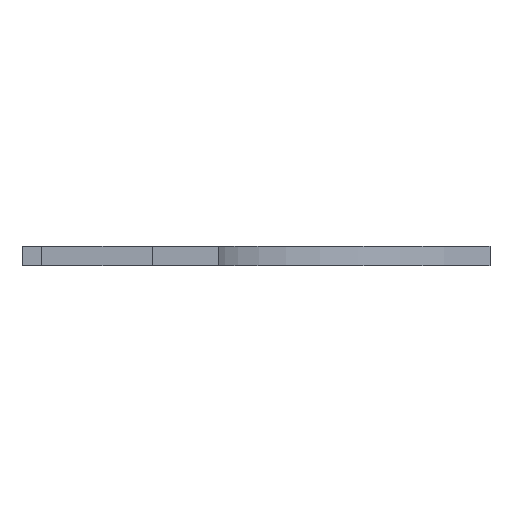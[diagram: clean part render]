
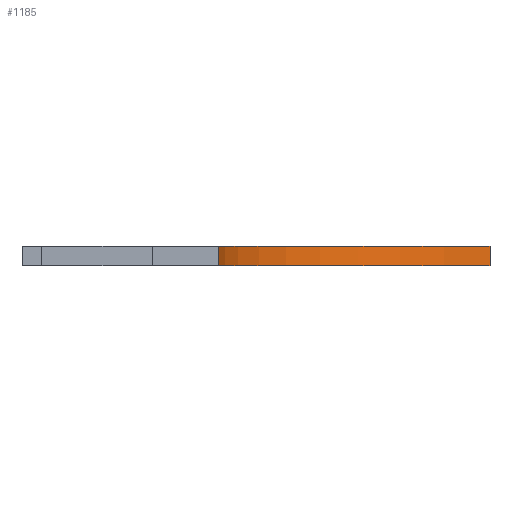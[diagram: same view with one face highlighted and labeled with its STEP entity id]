
A CAD part, left-side view. The second image highlights one B-rep face of the part: STEP entity #1185.
In plain terms, the highlighted cylindrical face has radius 41.25 mm (diameter 82.5 mm), a partial arc.
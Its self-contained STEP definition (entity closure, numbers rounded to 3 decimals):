
#1127=CARTESIAN_POINT('',(-4.25,-68.,3.0));
#1128=VERTEX_POINT('',#1127);
#1135=CARTESIAN_POINT('',(-4.25,-68.,0.0));
#1136=VERTEX_POINT('',#1135);
#1137=CARTESIAN_POINT('',(-4.25,-68.,0.0));
#1138=DIRECTION('',(0.0,0.0,1.0));
#1139=VECTOR('',#1138,3.0);
#1140=LINE('',#1137,#1139);
#1141=EDGE_CURVE('',#1136,#1128,#1140,.T.);
#1153=CARTESIAN_POINT('',(-45.5,-68.0,0.0));
#1154=DIRECTION('',(0.0,0.0,1.0));
#1155=DIRECTION('',(-1.0,0.0,0.0));
#1156=AXIS2_PLACEMENT_3D('',#1153,#1154,#1155);
#1157=CYLINDRICAL_SURFACE('',#1156,41.25);
#1158=CARTESIAN_POINT('',(-43.5,-26.799,3.0));
#1159=VERTEX_POINT('',#1158);
#1160=CARTESIAN_POINT('',(-45.5,-68.0,3.0));
#1161=DIRECTION('',(0.0,0.0,1.0));
#1162=DIRECTION('',(-1.0,0.0,0.0));
#1163=AXIS2_PLACEMENT_3D('',#1160,#1161,#1162);
#1164=CIRCLE('',#1163,41.25);
#1165=EDGE_CURVE('',#1128,#1159,#1164,.T.);
#1166=ORIENTED_EDGE('',*,*,#1165,.T.);
#1167=CARTESIAN_POINT('',(-43.5,-26.799,0.0));
#1168=VERTEX_POINT('',#1167);
#1169=CARTESIAN_POINT('',(-43.5,-26.799,0.0));
#1170=DIRECTION('',(0.0,0.0,1.0));
#1171=VECTOR('',#1170,3.0);
#1172=LINE('',#1169,#1171);
#1173=EDGE_CURVE('',#1168,#1159,#1172,.T.);
#1174=ORIENTED_EDGE('',*,*,#1173,.F.);
#1175=CARTESIAN_POINT('',(-45.5,-68.0,0.0));
#1176=DIRECTION('',(0.0,0.0,-1.0));
#1177=DIRECTION('',(-1.0,0.0,0.0));
#1178=AXIS2_PLACEMENT_3D('',#1175,#1176,#1177);
#1179=CIRCLE('',#1178,41.25);
#1180=EDGE_CURVE('',#1168,#1136,#1179,.T.);
#1181=ORIENTED_EDGE('',*,*,#1180,.T.);
#1182=ORIENTED_EDGE('',*,*,#1141,.T.);
#1183=EDGE_LOOP('',(#1166,#1174,#1181,#1182));
#1184=FACE_OUTER_BOUND('',#1183,.T.);
#1185=ADVANCED_FACE('',(#1184),#1157,.F.);
